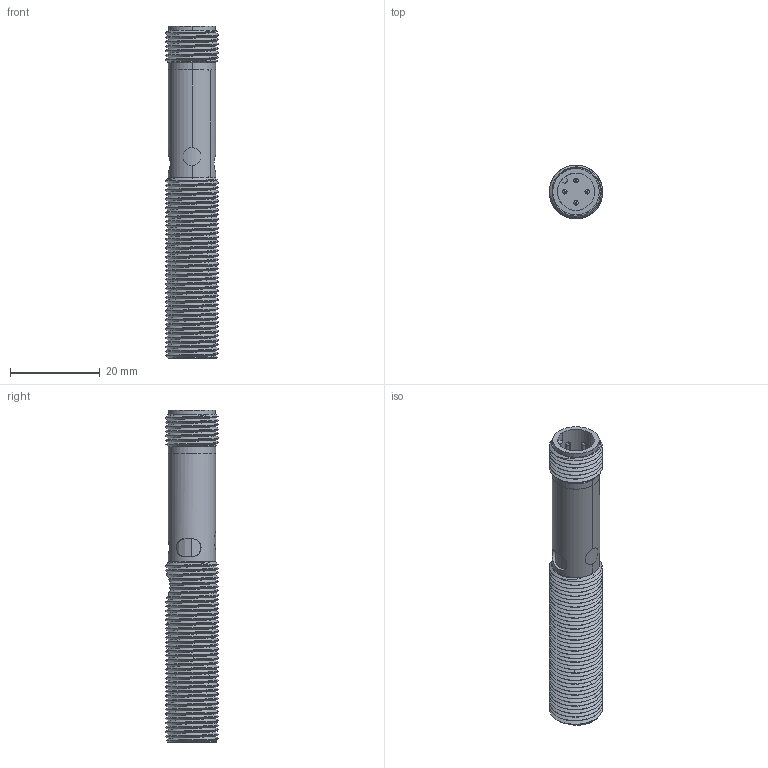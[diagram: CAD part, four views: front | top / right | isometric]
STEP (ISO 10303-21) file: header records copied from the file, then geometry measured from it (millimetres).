
FILE_DESCRIPTION((''),'2;1');
FILE_NAME('137696_SW','2008-01-07T',('banengservice'),('BANNER ENGINEERING'),'PRO/ENGINEER BY PARAMETRIC TECHNOLOGY CORPORATION, 2006170','PRO/ENGINEER BY PARAMETRIC TECHNOLOGY CORPORATION, 2006170','');
FILE_SCHEMA(('CONFIG_CONTROL_DESIGN'));
Products named in the file (1): 137696_SW
Bounding box: 11.88 x 11.88 x 74 mm (x, y, z)
Volume: 2855.2 mm3; surface area: 10344.7 mm2
Topology: 5 solids, 6 shells, 547 faces, 1418 edges, 894 vertices
Faces by surface type: cylinder 222, plane 158, bspline 74, cone 47, torus 35, sphere 6, revolution 5
Entity records: 41372 total; most frequent: CARTESIAN_POINT 28714, ORIENTED_EDGE 2828, DIRECTION 2341, EDGE_CURVE 1414, VERTEX_POINT 894, AXIS2_PLACEMENT_3D 889, EDGE_LOOP 590, VECTOR 558
